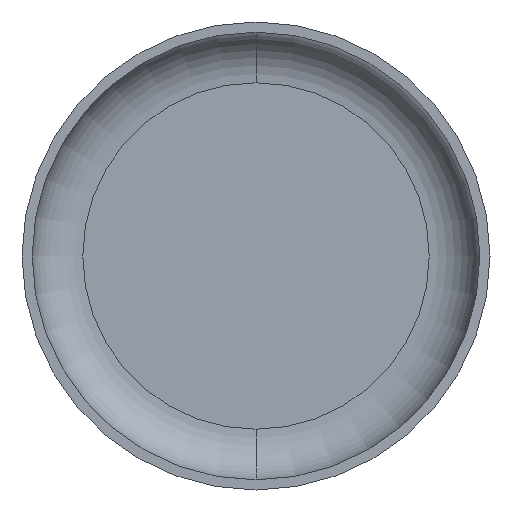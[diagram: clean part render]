
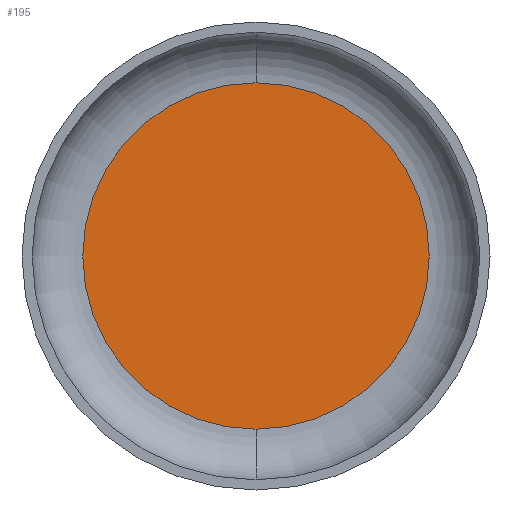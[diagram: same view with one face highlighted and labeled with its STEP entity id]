
A CAD part, front view. The second image highlights one B-rep face of the part: STEP entity #195.
In plain terms, the highlighted planar face has unit normal (0, -1, 0).
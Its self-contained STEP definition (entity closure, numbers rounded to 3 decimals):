
#3 = VERTEX_POINT ( 'NONE', #77 ) ;
#10 = CARTESIAN_POINT ( 'NONE',  ( 0., 36.734, 0. ) ) ;
#33 = AXIS2_PLACEMENT_3D ( 'NONE', #221, #249, #174 ) ;
#47 = EDGE_CURVE ( 'NONE', #3, #234, #192, .T. ) ;
#56 = CARTESIAN_POINT ( 'NONE',  ( 0., 36.734, 0. ) ) ;
#66 = DIRECTION ( 'NONE',  ( 0., 0., -1. ) ) ;
#72 = FACE_OUTER_BOUND ( 'NONE', #199, .T. ) ;
#77 = CARTESIAN_POINT ( 'NONE',  ( 0., 36.734, -34.201 ) ) ;
#107 = DIRECTION ( 'NONE',  ( 0., 0., -1. ) ) ;
#112 = DIRECTION ( 'NONE',  ( 0., -1., 0. ) ) ;
#130 = CIRCLE ( 'NONE', #178, 34.201 ) ;
#142 = DIRECTION ( 'NONE',  ( 0., -1., 0. ) ) ;
#148 = AXIS2_PLACEMENT_3D ( 'NONE', #56, #112, #66 ) ;
#160 = CARTESIAN_POINT ( 'NONE',  ( 0., 36.734, 34.201 ) ) ;
#166 = ORIENTED_EDGE ( 'NONE', *, *, #47, .T. ) ;
#174 = DIRECTION ( 'NONE',  ( 0., 0., 1. ) ) ;
#178 = AXIS2_PLACEMENT_3D ( 'NONE', #10, #142, #107 ) ;
#192 = CIRCLE ( 'NONE', #148, 34.201 ) ;
#195 = ADVANCED_FACE ( 'NONE', ( #72 ), #202, .F. ) ;
#199 = EDGE_LOOP ( 'NONE', ( #166, #201 ) ) ;
#201 = ORIENTED_EDGE ( 'NONE', *, *, #211, .T. ) ;
#202 = PLANE ( 'NONE',  #33 ) ;
#211 = EDGE_CURVE ( 'NONE', #234, #3, #130, .T. ) ;
#221 = CARTESIAN_POINT ( 'NONE',  ( 0., 36.734, 34.201 ) ) ;
#234 = VERTEX_POINT ( 'NONE', #160 ) ;
#249 = DIRECTION ( 'NONE',  ( 0., 1., 0. ) ) ;
